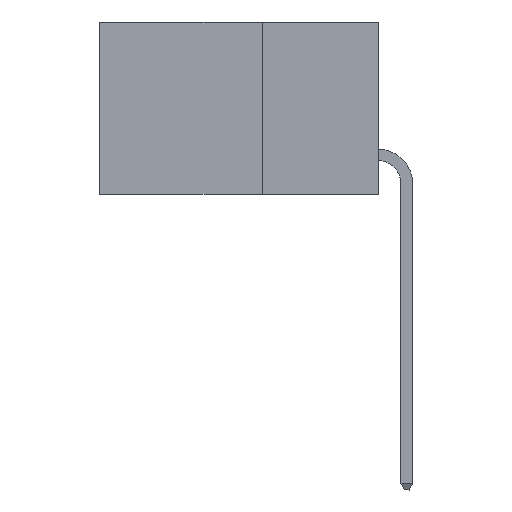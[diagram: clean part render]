
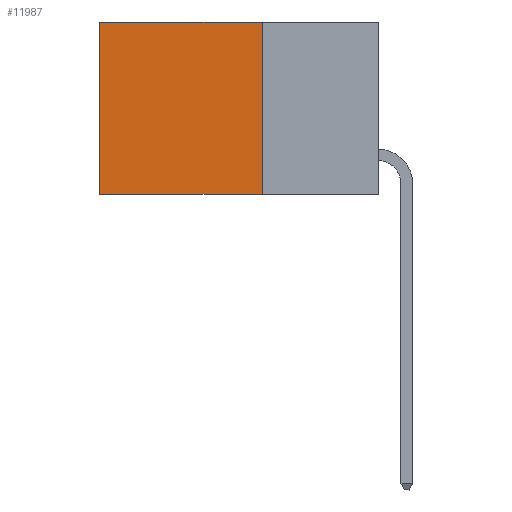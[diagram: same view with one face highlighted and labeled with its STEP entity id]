
A CAD part, left-side view. The second image highlights one B-rep face of the part: STEP entity #11987.
In plain terms, the highlighted planar face has unit normal (-1, 0, 0).
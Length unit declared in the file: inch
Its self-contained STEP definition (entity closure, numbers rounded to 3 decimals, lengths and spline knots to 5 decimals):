
#81 = VERTEX_POINT ( 'NONE', #5986 ) ;
#1333 = LINE ( 'NONE', #9834, #9583 ) ;
#2092 = EDGE_CURVE ( 'NONE', #9855, #81, #10609, .T. ) ;
#2314 = DIRECTION ( 'NONE',  ( 1., 0., 0. ) ) ;
#2345 = CARTESIAN_POINT ( 'NONE',  ( 0.298, 0.25, 0. ) ) ;
#2356 = PLANE ( 'NONE',  #8834 ) ;
#2661 = VECTOR ( 'NONE', #3295, 39.37008 ) ;
#2953 = DIRECTION ( 'NONE',  ( 0., 0., -1. ) ) ;
#3266 = EDGE_LOOP ( 'NONE', ( #3592, #4962, #8434, #6142 ) ) ;
#3295 = DIRECTION ( 'NONE',  ( 0., 1., 0. ) ) ;
#3592 = ORIENTED_EDGE ( 'NONE', *, *, #8366, .T. ) ;
#3932 = CARTESIAN_POINT ( 'NONE',  ( 0.298, 0.25, 0. ) ) ;
#4824 = VECTOR ( 'NONE', #2953, 39.37008 ) ;
#4905 = CARTESIAN_POINT ( 'NONE',  ( 0.298, 0.6, 0. ) ) ;
#4962 = ORIENTED_EDGE ( 'NONE', *, *, #2092, .F. ) ;
#4970 = EDGE_CURVE ( 'NONE', #9482, #9855, #5378, .T. ) ;
#5378 = LINE ( 'NONE', #3932, #8498 ) ;
#5718 = DIRECTION ( 'NONE',  ( 0., 0., -1. ) ) ;
#5886 = DIRECTION ( 'NONE',  ( 0., 1., 0. ) ) ;
#5986 = CARTESIAN_POINT ( 'NONE',  ( 0.298, 0.6, -0.37 ) ) ;
#6142 = ORIENTED_EDGE ( 'NONE', *, *, #11764, .T. ) ;
#6387 = CARTESIAN_POINT ( 'NONE',  ( 0.298, 0.25, -0.37 ) ) ;
#7486 = LINE ( 'NONE', #4905, #4824 ) ;
#8241 = CARTESIAN_POINT ( 'NONE',  ( 0.298, 0.25, -0.37 ) ) ;
#8366 = EDGE_CURVE ( 'NONE', #12602, #81, #7486, .T. ) ;
#8434 = ORIENTED_EDGE ( 'NONE', *, *, #4970, .F. ) ;
#8498 = VECTOR ( 'NONE', #5718, 39.37008 ) ;
#8834 = AXIS2_PLACEMENT_3D ( 'NONE', #10367, #2314, #11462 ) ;
#9482 = VERTEX_POINT ( 'NONE', #2345 ) ;
#9583 = VECTOR ( 'NONE', #5886, 39.37008 ) ;
#9834 = CARTESIAN_POINT ( 'NONE',  ( 0.298, 0.25, 0. ) ) ;
#9855 = VERTEX_POINT ( 'NONE', #6387 ) ;
#10367 = CARTESIAN_POINT ( 'NONE',  ( 0.298, 0.25, 0. ) ) ;
#10609 = LINE ( 'NONE', #8241, #2661 ) ;
#11347 = FACE_OUTER_BOUND ( 'NONE', #3266, .T. ) ;
#11462 = DIRECTION ( 'NONE',  ( 0., 0., -1. ) ) ;
#11764 = EDGE_CURVE ( 'NONE', #9482, #12602, #1333, .T. ) ;
#11987 = ADVANCED_FACE ( 'NONE', ( #11347 ), #2356, .F. ) ;
#12602 = VERTEX_POINT ( 'NONE', #12859 ) ;
#12859 = CARTESIAN_POINT ( 'NONE',  ( 0.298, 0.6, 0. ) ) ;
